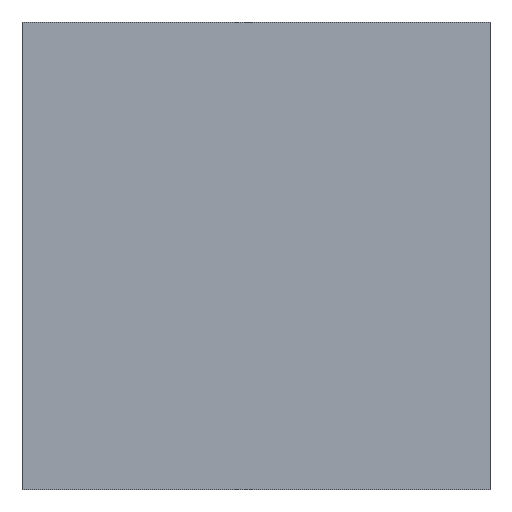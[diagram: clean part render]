
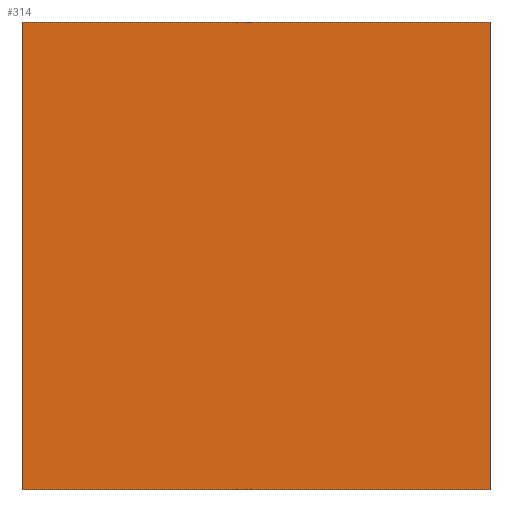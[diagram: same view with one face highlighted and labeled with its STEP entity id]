
A CAD part, front view. The second image highlights one B-rep face of the part: STEP entity #314.
In plain terms, the highlighted planar face has unit normal (0, -1, 0).
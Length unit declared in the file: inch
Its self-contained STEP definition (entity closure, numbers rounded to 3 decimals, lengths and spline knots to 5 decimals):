
#9 = DIRECTION ( 'NONE',  ( 1., 0., 0. ) ) ;
#32 = VERTEX_POINT ( 'NONE', #483 ) ;
#40 = CARTESIAN_POINT ( 'NONE',  ( -0.375, -0.375, 0.375 ) ) ;
#41 = VECTOR ( 'NONE', #81, 39.37008 ) ;
#48 = LINE ( 'NONE', #90, #410 ) ;
#81 = DIRECTION ( 'NONE',  ( 0., 0., -1. ) ) ;
#90 = CARTESIAN_POINT ( 'NONE',  ( -0.375, -0.375, -0.375 ) ) ;
#119 = DIRECTION ( 'NONE',  ( 0., 1., 0. ) ) ;
#159 = AXIS2_PLACEMENT_3D ( 'NONE', #459, #119, #494 ) ;
#169 = CARTESIAN_POINT ( 'NONE',  ( 0.375, -0.375, 0.375 ) ) ;
#187 = ORIENTED_EDGE ( 'NONE', *, *, #444, .T. ) ;
#192 = VECTOR ( 'NONE', #232, 39.37008 ) ;
#206 = CARTESIAN_POINT ( 'NONE',  ( -0.375, -0.375, -0.375 ) ) ;
#230 = ORIENTED_EDGE ( 'NONE', *, *, #409, .T. ) ;
#232 = DIRECTION ( 'NONE',  ( 0., 0., -1. ) ) ;
#256 = VECTOR ( 'NONE', #355, 39.37008 ) ;
#273 = LINE ( 'NONE', #427, #192 ) ;
#300 = ORIENTED_EDGE ( 'NONE', *, *, #437, .F. ) ;
#304 = VERTEX_POINT ( 'NONE', #40 ) ;
#314 = ADVANCED_FACE ( 'NONE', ( #338 ), #493, .F. ) ;
#338 = FACE_OUTER_BOUND ( 'NONE', #491, .T. ) ;
#348 = CARTESIAN_POINT ( 'NONE',  ( -0.375, -0.375, 0.375 ) ) ;
#355 = DIRECTION ( 'NONE',  ( 1., 0., 0. ) ) ;
#396 = LINE ( 'NONE', #348, #256 ) ;
#409 = EDGE_CURVE ( 'NONE', #304, #416, #273, .T. ) ;
#410 = VECTOR ( 'NONE', #9, 39.37008 ) ;
#412 = VERTEX_POINT ( 'NONE', #467 ) ;
#416 = VERTEX_POINT ( 'NONE', #206 ) ;
#426 = LINE ( 'NONE', #169, #41 ) ;
#427 = CARTESIAN_POINT ( 'NONE',  ( -0.375, -0.375, 0.375 ) ) ;
#437 = EDGE_CURVE ( 'NONE', #304, #32, #396, .T. ) ;
#444 = EDGE_CURVE ( 'NONE', #416, #412, #48, .T. ) ;
#447 = ORIENTED_EDGE ( 'NONE', *, *, #477, .F. ) ;
#459 = CARTESIAN_POINT ( 'NONE',  ( -0.375, -0.375, 0.375 ) ) ;
#467 = CARTESIAN_POINT ( 'NONE',  ( 0.375, -0.375, -0.375 ) ) ;
#477 = EDGE_CURVE ( 'NONE', #32, #412, #426, .T. ) ;
#483 = CARTESIAN_POINT ( 'NONE',  ( 0.375, -0.375, 0.375 ) ) ;
#491 = EDGE_LOOP ( 'NONE', ( #187, #447, #300, #230 ) ) ;
#493 = PLANE ( 'NONE',  #159 ) ;
#494 = DIRECTION ( 'NONE',  ( -1., 0., 0. ) ) ;
